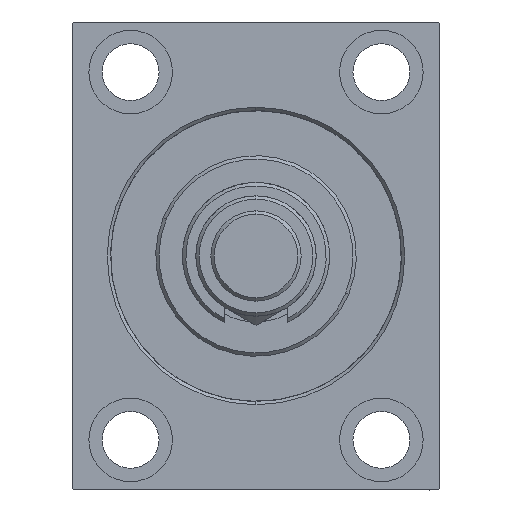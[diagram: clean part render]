
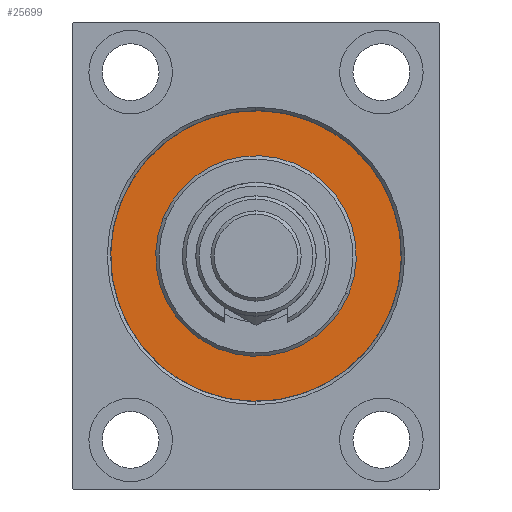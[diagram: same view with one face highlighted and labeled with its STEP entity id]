
A CAD part, left-side view. The second image highlights one B-rep face of the part: STEP entity #25699.
In plain terms, the highlighted face is planar.
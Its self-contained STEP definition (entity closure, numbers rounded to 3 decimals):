
#984 = EDGE_CURVE ( 'NONE', #21598, #9019, #22931, .T. ) ;
#2702 = CIRCLE ( 'NONE', #19317, 43.5 ) ;
#4192 = EDGE_LOOP ( 'NONE', ( #43352, #46458 ) ) ;
#5692 = DIRECTION ( 'NONE',  ( 0., 0., 1. ) ) ;
#5938 = PLANE ( 'NONE',  #6934 ) ;
#6638 = EDGE_CURVE ( 'NONE', #37298, #15442, #2702, .T. ) ;
#6934 = AXIS2_PLACEMENT_3D ( 'NONE', #44818, #23217, #5692 ) ;
#8398 = CARTESIAN_POINT ( 'NONE',  ( 0., 0., 0. ) ) ;
#9019 = VERTEX_POINT ( 'NONE', #42013 ) ;
#9435 = EDGE_CURVE ( 'NONE', #9019, #21598, #42066, .T. ) ;
#10519 = EDGE_CURVE ( 'NONE', #15442, #37298, #32981, .T. ) ;
#11098 = AXIS2_PLACEMENT_3D ( 'NONE', #36700, #19353, #33376 ) ;
#11956 = DIRECTION ( 'NONE',  ( 0., 0., 1. ) ) ;
#14311 = DIRECTION ( 'NONE',  ( 1., 0., 0. ) ) ;
#15370 = DIRECTION ( 'NONE',  ( -1., 0., 0. ) ) ;
#15442 = VERTEX_POINT ( 'NONE', #34667 ) ;
#15556 = ORIENTED_EDGE ( 'NONE', *, *, #9435, .F. ) ;
#18347 = CARTESIAN_POINT ( 'NONE',  ( 0., 0., 43.5 ) ) ;
#19317 = AXIS2_PLACEMENT_3D ( 'NONE', #8398, #33790, #11956 ) ;
#19353 = DIRECTION ( 'NONE',  ( 1., 0., 0. ) ) ;
#21598 = VERTEX_POINT ( 'NONE', #34160 ) ;
#22931 = CIRCLE ( 'NONE', #41143, 30. ) ;
#22977 = FACE_OUTER_BOUND ( 'NONE', #4192, .T. ) ;
#23217 = DIRECTION ( 'NONE',  ( -1., 0., 0. ) ) ;
#25191 = CARTESIAN_POINT ( 'NONE',  ( 0., 0., 0. ) ) ;
#25699 = ADVANCED_FACE ( 'NONE', ( #38432, #22977 ), #5938, .F. ) ;
#26504 = DIRECTION ( 'NONE',  ( 0., 0., 1. ) ) ;
#30961 = ORIENTED_EDGE ( 'NONE', *, *, #984, .F. ) ;
#32981 = CIRCLE ( 'NONE', #45099, 43.5 ) ;
#33376 = DIRECTION ( 'NONE',  ( 0., 0., -1. ) ) ;
#33790 = DIRECTION ( 'NONE',  ( -1., 0., 0. ) ) ;
#34160 = CARTESIAN_POINT ( 'NONE',  ( 0., 0., -30. ) ) ;
#34667 = CARTESIAN_POINT ( 'NONE',  ( 0., 0., -43.5 ) ) ;
#36700 = CARTESIAN_POINT ( 'NONE',  ( 0., 0., 0. ) ) ;
#37298 = VERTEX_POINT ( 'NONE', #18347 ) ;
#38432 = FACE_BOUND ( 'NONE', #40016, .T. ) ;
#40016 = EDGE_LOOP ( 'NONE', ( #15556, #30961 ) ) ;
#40768 = CARTESIAN_POINT ( 'NONE',  ( 0., 0., 0. ) ) ;
#41143 = AXIS2_PLACEMENT_3D ( 'NONE', #25191, #14311, #46583 ) ;
#42013 = CARTESIAN_POINT ( 'NONE',  ( 0., 0., 30. ) ) ;
#42066 = CIRCLE ( 'NONE', #11098, 30. ) ;
#43352 = ORIENTED_EDGE ( 'NONE', *, *, #10519, .F. ) ;
#44818 = CARTESIAN_POINT ( 'NONE',  ( 0., 0., 0. ) ) ;
#45099 = AXIS2_PLACEMENT_3D ( 'NONE', #40768, #15370, #26504 ) ;
#46458 = ORIENTED_EDGE ( 'NONE', *, *, #6638, .F. ) ;
#46583 = DIRECTION ( 'NONE',  ( 0., 0., -1. ) ) ;
